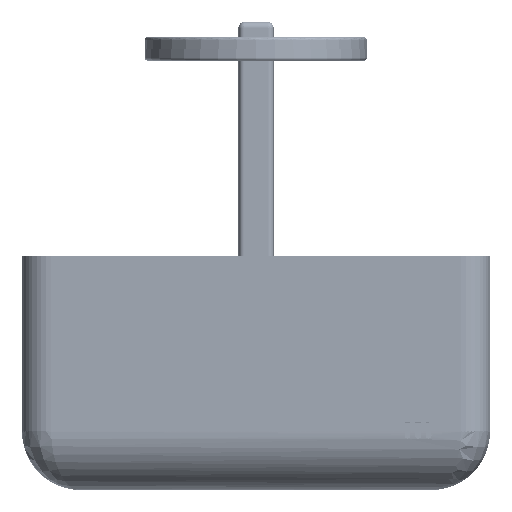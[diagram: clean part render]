
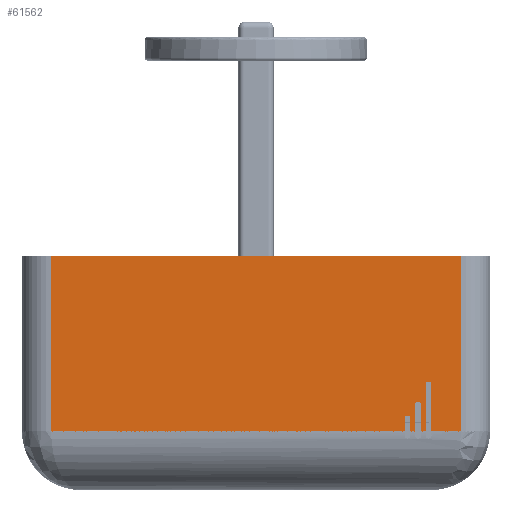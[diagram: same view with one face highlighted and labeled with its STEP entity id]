
A CAD part, left-side view. The second image highlights one B-rep face of the part: STEP entity #61562.
In plain terms, the highlighted planar face has unit normal (-1, 0, 0).
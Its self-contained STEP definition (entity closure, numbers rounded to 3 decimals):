
#2255=PLANE('',#65393);
#4735=LINE('',#88072,#11280);
#4742=LINE('',#88365,#11287);
#4744=LINE('',#88368,#11289);
#4746=LINE('',#88398,#11291);
#4748=LINE('',#88428,#11293);
#4757=LINE('',#88466,#11302);
#4761=LINE('',#88475,#11306);
#4765=LINE('',#88481,#11310);
#4769=LINE('',#88490,#11314);
#4773=LINE('',#88496,#11318);
#4782=LINE('',#88523,#11327);
#4785=LINE('',#88533,#11330);
#4790=LINE('',#88545,#11335);
#4793=LINE('',#88553,#11338);
#4798=LINE('',#88564,#11343);
#4799=LINE('',#88566,#11344);
#11280=VECTOR('',#71325,10.);
#11287=VECTOR('',#71366,10.);
#11289=VECTOR('',#71368,10.);
#11291=VECTOR('',#71374,10.);
#11293=VECTOR('',#71380,10.);
#11302=VECTOR('',#71399,10.);
#11306=VECTOR('',#71411,10.);
#11310=VECTOR('',#71417,10.);
#11314=VECTOR('',#71429,10.);
#11318=VECTOR('',#71435,10.);
#11327=VECTOR('',#71468,10.);
#11330=VECTOR('',#71481,10.);
#11335=VECTOR('',#71498,10.);
#11338=VECTOR('',#71507,10.);
#11343=VECTOR('',#71524,10.);
#11344=VECTOR('',#71527,10.);
#18236=FACE_OUTER_BOUND('',#21635,.T.);
#21635=EDGE_LOOP('',(#44140,#44141,#44142,#44143,#44144,#44145,#44146,#44147,
#44148,#44149,#44150,#44151,#44152,#44153,#44154,#44155,#44156,#44157,#44158,
#44159,#44160,#44161));
#25384=CIRCLE('',#65371,2.);
#25385=CIRCLE('',#65374,2.);
#25386=CIRCLE('',#65376,2.);
#25387=CIRCLE('',#65379,2.);
#25388=CIRCLE('',#65385,2.);
#25389=CIRCLE('',#65388,2.);
#27554=VERTEX_POINT('',#88069);
#27555=VERTEX_POINT('',#88071);
#27561=VERTEX_POINT('',#88150);
#27569=VERTEX_POINT('',#88356);
#27572=VERTEX_POINT('',#88363);
#27573=VERTEX_POINT('',#88367);
#27578=VERTEX_POINT('',#88395);
#27579=VERTEX_POINT('',#88397);
#27584=VERTEX_POINT('',#88425);
#27585=VERTEX_POINT('',#88427);
#27589=VERTEX_POINT('',#88464);
#27590=VERTEX_POINT('',#88474);
#27591=VERTEX_POINT('',#88479);
#27592=VERTEX_POINT('',#88489);
#27593=VERTEX_POINT('',#88494);
#27598=VERTEX_POINT('',#88518);
#27599=VERTEX_POINT('',#88522);
#27600=VERTEX_POINT('',#88528);
#27601=VERTEX_POINT('',#88532);
#27602=VERTEX_POINT('',#88544);
#27603=VERTEX_POINT('',#88548);
#27604=VERTEX_POINT('',#88552);
#33863=EDGE_CURVE('',#27554,#27555,#4735,.T.);
#33886=EDGE_CURVE('',#27572,#27561,#4742,.T.);
#33888=EDGE_CURVE('',#27569,#27573,#4744,.T.);
#33894=EDGE_CURVE('',#27578,#27579,#4746,.T.);
#33900=EDGE_CURVE('',#27584,#27585,#4748,.T.);
#33912=EDGE_CURVE('',#27572,#27589,#4757,.T.);
#33916=EDGE_CURVE('',#27590,#27585,#4761,.T.);
#33920=EDGE_CURVE('',#27584,#27591,#4765,.T.);
#33924=EDGE_CURVE('',#27592,#27579,#4769,.T.);
#33928=EDGE_CURVE('',#27578,#27593,#4773,.T.);
#33938=EDGE_CURVE('',#27598,#27590,#25384,.T.);
#33940=EDGE_CURVE('',#27599,#27598,#4782,.T.);
#33942=EDGE_CURVE('',#27589,#27599,#25385,.T.);
#33943=EDGE_CURVE('',#27600,#27592,#25386,.T.);
#33945=EDGE_CURVE('',#27601,#27600,#4785,.T.);
#33947=EDGE_CURVE('',#27591,#27601,#25387,.T.);
#33951=EDGE_CURVE('',#27602,#27573,#4790,.T.);
#33953=EDGE_CURVE('',#27603,#27602,#25388,.T.);
#33955=EDGE_CURVE('',#27604,#27603,#4793,.T.);
#33957=EDGE_CURVE('',#27593,#27604,#25389,.T.);
#33961=EDGE_CURVE('',#27561,#27554,#4798,.T.);
#33962=EDGE_CURVE('',#27555,#27569,#4799,.T.);
#44140=ORIENTED_EDGE('',*,*,#33886,.F.);
#44141=ORIENTED_EDGE('',*,*,#33912,.T.);
#44142=ORIENTED_EDGE('',*,*,#33942,.T.);
#44143=ORIENTED_EDGE('',*,*,#33940,.T.);
#44144=ORIENTED_EDGE('',*,*,#33938,.T.);
#44145=ORIENTED_EDGE('',*,*,#33916,.T.);
#44146=ORIENTED_EDGE('',*,*,#33900,.F.);
#44147=ORIENTED_EDGE('',*,*,#33920,.T.);
#44148=ORIENTED_EDGE('',*,*,#33947,.T.);
#44149=ORIENTED_EDGE('',*,*,#33945,.T.);
#44150=ORIENTED_EDGE('',*,*,#33943,.T.);
#44151=ORIENTED_EDGE('',*,*,#33924,.T.);
#44152=ORIENTED_EDGE('',*,*,#33894,.F.);
#44153=ORIENTED_EDGE('',*,*,#33928,.T.);
#44154=ORIENTED_EDGE('',*,*,#33957,.T.);
#44155=ORIENTED_EDGE('',*,*,#33955,.T.);
#44156=ORIENTED_EDGE('',*,*,#33953,.T.);
#44157=ORIENTED_EDGE('',*,*,#33951,.T.);
#44158=ORIENTED_EDGE('',*,*,#33888,.F.);
#44159=ORIENTED_EDGE('',*,*,#33962,.F.);
#44160=ORIENTED_EDGE('',*,*,#33863,.F.);
#44161=ORIENTED_EDGE('',*,*,#33961,.F.);
#61562=ADVANCED_FACE('',(#18236),#2255,.T.);
#65371=AXIS2_PLACEMENT_3D('',#88519,#71463,#71464);
#65374=AXIS2_PLACEMENT_3D('',#88526,#71472,#71473);
#65376=AXIS2_PLACEMENT_3D('',#88529,#71476,#71477);
#65379=AXIS2_PLACEMENT_3D('',#88536,#71485,#71486);
#65385=AXIS2_PLACEMENT_3D('',#88549,#71502,#71503);
#65388=AXIS2_PLACEMENT_3D('',#88556,#71511,#71512);
#65393=AXIS2_PLACEMENT_3D('',#88565,#71525,#71526);
#71325=DIRECTION('',(0.,-1.,0.));
#71366=DIRECTION('',(0.,1.,0.));
#71368=DIRECTION('',(0.,1.,0.));
#71374=DIRECTION('',(0.,1.,0.));
#71380=DIRECTION('',(0.,1.,0.));
#71399=DIRECTION('',(0.,0.,1.));
#71411=DIRECTION('',(0.,0.,-1.));
#71417=DIRECTION('',(0.,0.,1.));
#71429=DIRECTION('',(0.,0.,-1.));
#71435=DIRECTION('',(0.,0.,1.));
#71463=DIRECTION('center_axis',(1.,0.,0.));
#71464=DIRECTION('ref_axis',(0.,-1.,0.));
#71468=DIRECTION('',(0.,-1.,0.));
#71472=DIRECTION('center_axis',(1.,0.,0.));
#71473=DIRECTION('ref_axis',(0.,0.,1.));
#71476=DIRECTION('center_axis',(1.,0.,0.));
#71477=DIRECTION('ref_axis',(0.,-1.,0.));
#71481=DIRECTION('',(0.,-1.,0.));
#71485=DIRECTION('center_axis',(1.,0.,0.));
#71486=DIRECTION('ref_axis',(0.,0.,1.));
#71498=DIRECTION('',(0.,0.,-1.));
#71502=DIRECTION('center_axis',(1.,0.,0.));
#71503=DIRECTION('ref_axis',(0.,-1.,0.));
#71507=DIRECTION('',(0.,-1.,0.));
#71511=DIRECTION('center_axis',(1.,0.,0.));
#71512=DIRECTION('ref_axis',(0.,0.,1.));
#71524=DIRECTION('',(0.,0.,1.));
#71525=DIRECTION('center_axis',(-1.,0.,0.));
#71526=DIRECTION('ref_axis',(0.,-1.,0.));
#71527=DIRECTION('',(0.,0.,-1.));
#88069=CARTESIAN_POINT('',(0.,375.,200.));
#88071=CARTESIAN_POINT('',(0.,25.,200.));
#88072=CARTESIAN_POINT('',(0.,400.,200.));
#88150=CARTESIAN_POINT('',(0.,375.,50.));
#88356=CARTESIAN_POINT('',(0.,25.,50.));
#88363=CARTESIAN_POINT('',(0.,73.,50.));
#88365=CARTESIAN_POINT('',(0.,300.,50.));
#88367=CARTESIAN_POINT('',(0.,50.,50.));
#88368=CARTESIAN_POINT('',(0.,300.,50.));
#88395=CARTESIAN_POINT('',(0.,55.,50.));
#88397=CARTESIAN_POINT('',(0.,59.,50.));
#88398=CARTESIAN_POINT('',(0.,300.,50.));
#88425=CARTESIAN_POINT('',(0.,64.,50.));
#88427=CARTESIAN_POINT('',(0.,68.,50.));
#88428=CARTESIAN_POINT('',(0.,300.,50.));
#88464=CARTESIAN_POINT('',(0.,73.,61.475));
#88466=CARTESIAN_POINT('',(0.,73.,23.));
#88474=CARTESIAN_POINT('',(0.,68.,61.475));
#88475=CARTESIAN_POINT('',(0.,68.,30.737));
#88479=CARTESIAN_POINT('',(0.,64.,73.202));
#88481=CARTESIAN_POINT('',(0.,64.,23.));
#88489=CARTESIAN_POINT('',(0.,59.,73.202));
#88490=CARTESIAN_POINT('',(0.,59.,36.601));
#88494=CARTESIAN_POINT('',(0.,55.,90.475));
#88496=CARTESIAN_POINT('',(0.,55.,23.));
#88518=CARTESIAN_POINT('',(0.,70.,63.475));
#88519=CARTESIAN_POINT('Origin',(0.,70.,61.475));
#88522=CARTESIAN_POINT('',(0.,71.,63.475));
#88523=CARTESIAN_POINT('',(0.,235.5,63.475));
#88526=CARTESIAN_POINT('Origin',(0.,71.,61.475));
#88528=CARTESIAN_POINT('',(0.,61.,75.202));
#88529=CARTESIAN_POINT('Origin',(0.,61.,73.202));
#88532=CARTESIAN_POINT('',(0.,62.,75.202));
#88533=CARTESIAN_POINT('',(0.,231.,75.202));
#88536=CARTESIAN_POINT('Origin',(0.,62.,73.202));
#88544=CARTESIAN_POINT('',(0.,50.,90.475));
#88545=CARTESIAN_POINT('',(0.,50.,45.237));
#88548=CARTESIAN_POINT('',(0.,52.,92.475));
#88549=CARTESIAN_POINT('Origin',(0.,52.,90.475));
#88552=CARTESIAN_POINT('',(0.,53.,92.475));
#88553=CARTESIAN_POINT('',(0.,226.5,92.475));
#88556=CARTESIAN_POINT('Origin',(0.,53.,90.475));
#88564=CARTESIAN_POINT('',(0.,375.,0.));
#88565=CARTESIAN_POINT('Origin',(0.,400.,0.));
#88566=CARTESIAN_POINT('',(0.,25.,0.));
